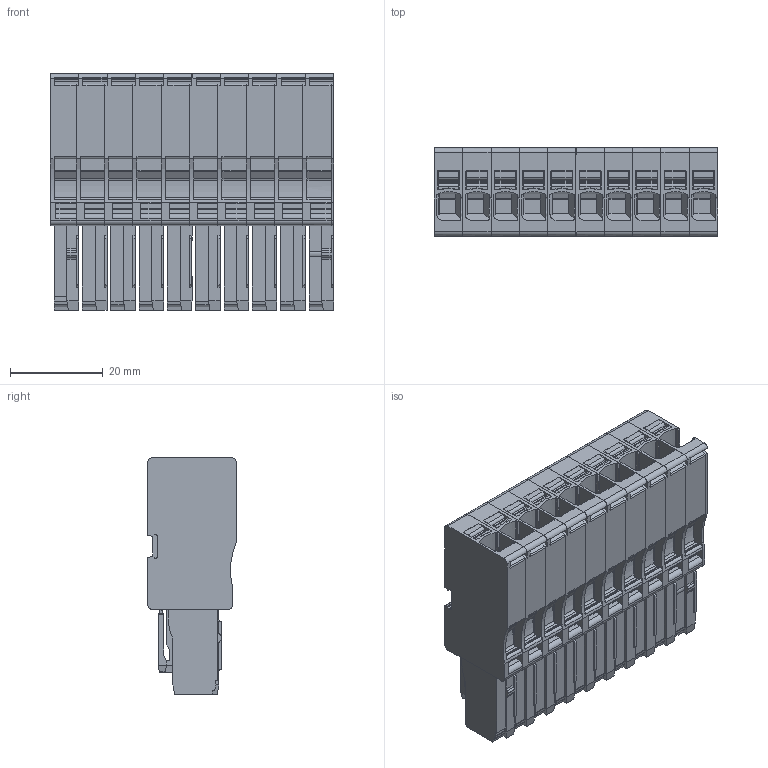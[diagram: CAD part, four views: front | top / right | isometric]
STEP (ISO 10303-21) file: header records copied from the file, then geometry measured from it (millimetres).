
FILE_DESCRIPTION(('CATIA V5R22 STEP214','CAx-IF Rec.Pracs.--- Model Styling and Organization---1.4--- 2014-01-23'),'2;1');
FILE_NAME ('279103-1_2', '2022-01-20T09:22:56+00:00', ('Weidmueller Interface'), ('Weidmueller'), 'CATIA Version 5-6 Release 2016 SP3 HF44', 'CATIA V5 STEP AP214', 'none');
FILE_SCHEMA(('AUTOMOTIVE_DESIGN { 1 0 10303 214 1 1 1 1 }'));
Products named in the file (1): 2540550000
Bounding box: 61 x 19 x 50.95 mm (x, y, z)
Volume: 39873.3 mm3; surface area: 31388 mm2
Topology: 21 solids, 21 shells, 3868 faces, 11239 edges, 7382 vertices
Faces by surface type: plane 2135, cylinder 1569, extrusion 74, sphere 40, revolution 30, torus 20
Entity records: 125596 total; most frequent: CARTESIAN_POINT 27018, ORIENTED_EDGE 22398, DIRECTION 17217, EDGE_CURVE 11199, VECTOR 8029, LINE 7955, VERTEX_POINT 7382, AXIS2_PLACEMENT_3D 5853
